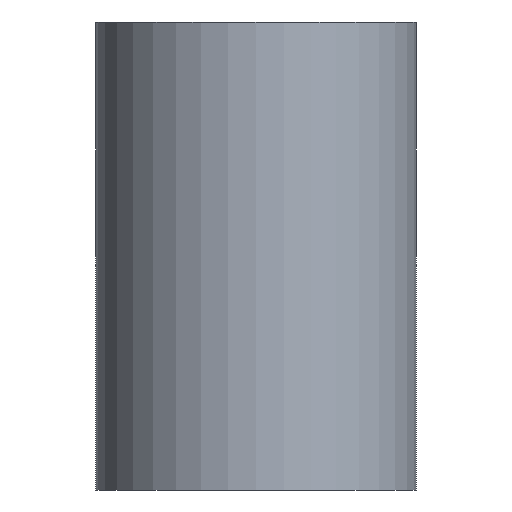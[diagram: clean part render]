
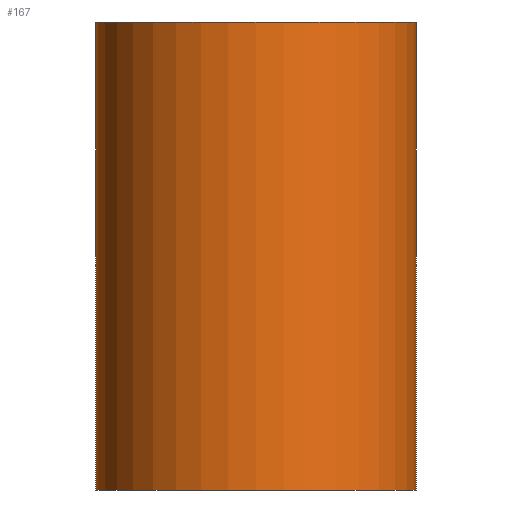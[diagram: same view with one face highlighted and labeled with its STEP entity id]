
A CAD part, front view. The second image highlights one B-rep face of the part: STEP entity #167.
In plain terms, the highlighted cylindrical face has radius 2.4 mm (diameter 4.8 mm), a partial arc.
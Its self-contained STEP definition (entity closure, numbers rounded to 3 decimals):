
#18=CYLINDRICAL_SURFACE('',#200,2.4);
#29=FACE_OUTER_BOUND('',#39,.T.);
#39=EDGE_LOOP('',(#145,#146,#147,#148));
#48=LINE('',#289,#58);
#52=LINE('',#298,#62);
#58=VECTOR('',#238,10.);
#62=VECTOR('',#248,10.);
#63=CIRCLE('',#184,2.4);
#74=CIRCLE('',#201,2.4);
#75=VERTEX_POINT('',#257);
#76=VERTEX_POINT('',#258);
#88=VERTEX_POINT('',#287);
#90=VERTEX_POINT('',#296);
#91=EDGE_CURVE('',#75,#76,#63,.T.);
#106=EDGE_CURVE('',#88,#75,#48,.T.);
#111=EDGE_CURVE('',#90,#76,#52,.T.);
#112=EDGE_CURVE('',#88,#90,#74,.T.);
#145=ORIENTED_EDGE('',*,*,#112,.T.);
#146=ORIENTED_EDGE('',*,*,#111,.T.);
#147=ORIENTED_EDGE('',*,*,#91,.F.);
#148=ORIENTED_EDGE('',*,*,#106,.F.);
#167=ADVANCED_FACE('',(#29),#18,.T.);
#184=AXIS2_PLACEMENT_3D('',#259,#207,#208);
#200=AXIS2_PLACEMENT_3D('',#299,#249,#250);
#201=AXIS2_PLACEMENT_3D('',#300,#251,#252);
#207=DIRECTION('center_axis',(0.,0.,-1.));
#208=DIRECTION('ref_axis',(1.,0.,0.));
#238=DIRECTION('',(0.,0.,-1.));
#248=DIRECTION('',(0.,0.,-1.));
#249=DIRECTION('center_axis',(0.,0.,-1.));
#250=DIRECTION('ref_axis',(1.,0.,0.));
#251=DIRECTION('center_axis',(0.,0.,-1.));
#252=DIRECTION('ref_axis',(1.,0.,0.));
#257=CARTESIAN_POINT('',(2.395,40.002,122.406));
#258=CARTESIAN_POINT('',(-2.405,40.002,122.406));
#259=CARTESIAN_POINT('Origin',(-0.005,40.002,122.406));
#287=CARTESIAN_POINT('',(2.395,40.002,129.406));
#289=CARTESIAN_POINT('',(2.395,40.002,129.406));
#296=CARTESIAN_POINT('',(-2.405,40.002,129.406));
#298=CARTESIAN_POINT('',(-2.405,40.002,129.406));
#299=CARTESIAN_POINT('Origin',(-0.005,40.002,129.406));
#300=CARTESIAN_POINT('Origin',(-0.005,40.002,129.406));
